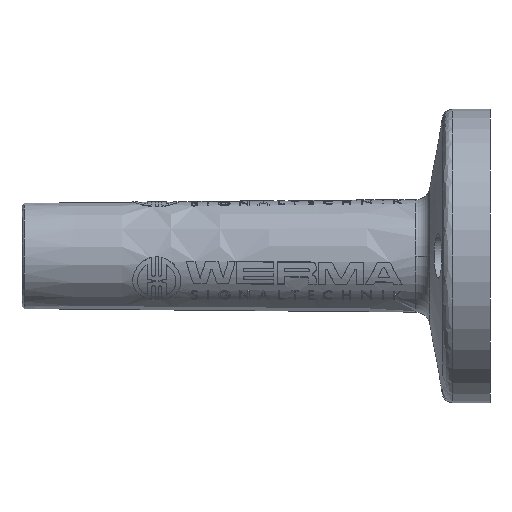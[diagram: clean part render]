
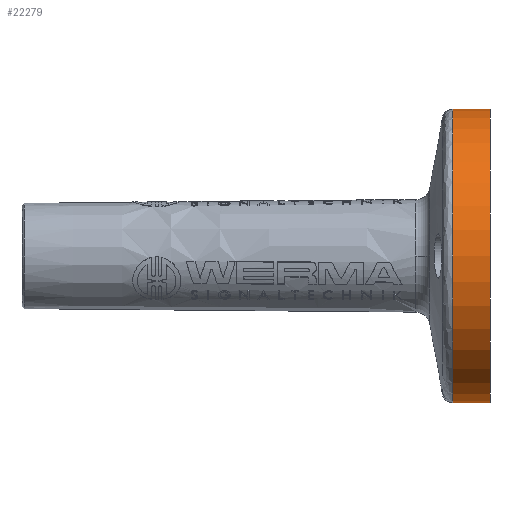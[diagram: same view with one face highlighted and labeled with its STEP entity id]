
A CAD part, front view. The second image highlights one B-rep face of the part: STEP entity #22279.
In plain terms, the highlighted cylindrical face has radius 35 mm (diameter 70 mm), a partial arc.
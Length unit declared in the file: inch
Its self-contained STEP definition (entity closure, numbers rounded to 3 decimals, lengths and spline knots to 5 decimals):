
#105 = DIRECTION ( 'NONE',  ( 1., 0., 0. ) ) ;
#782 = VECTOR ( 'NONE', #105, 39.37008 ) ;
#1396 = VERTEX_POINT ( 'NONE', #17818 ) ;
#1586 = FACE_OUTER_BOUND ( 'NONE', #25761, .T. ) ;
#1768 = CARTESIAN_POINT ( 'NONE',  ( 0.05906, 0., -1.37795 ) ) ;
#4108 = DIRECTION ( 'NONE',  ( -1., 0., 0. ) ) ;
#5394 = DIRECTION ( 'NONE',  ( 1., 0., 0. ) ) ;
#6215 = CARTESIAN_POINT ( 'NONE',  ( -0.29143, 0., 0. ) ) ;
#6839 = ORIENTED_EDGE ( 'NONE', *, *, #24569, .F. ) ;
#7342 = LINE ( 'NONE', #7396, #18558 ) ;
#7396 = CARTESIAN_POINT ( 'NONE',  ( -0.18701, 0., -1.37795 ) ) ;
#7408 = ORIENTED_EDGE ( 'NONE', *, *, #20736, .F. ) ;
#7521 = EDGE_CURVE ( 'NONE', #17704, #21446, #25401, .T. ) ;
#7564 = DIRECTION ( 'NONE',  ( -1., 0., 0. ) ) ;
#8747 = CARTESIAN_POINT ( 'NONE',  ( -0.18701, 0., 1.37795 ) ) ;
#8919 = CARTESIAN_POINT ( 'NONE',  ( 0.05906, 0., 1.37795 ) ) ;
#9476 = CARTESIAN_POINT ( 'NONE',  ( -0.29143, 0., 1.37795 ) ) ;
#11076 = DIRECTION ( 'NONE',  ( 0., 0., -1. ) ) ;
#11271 = AXIS2_PLACEMENT_3D ( 'NONE', #17316, #25987, #11076 ) ;
#12402 = ORIENTED_EDGE ( 'NONE', *, *, #20070, .T. ) ;
#15717 = LINE ( 'NONE', #8747, #782 ) ;
#17316 = CARTESIAN_POINT ( 'NONE',  ( -0.18701, 0., 0. ) ) ;
#17704 = VERTEX_POINT ( 'NONE', #1768 ) ;
#17818 = CARTESIAN_POINT ( 'NONE',  ( -0.29143, 0., -1.37795 ) ) ;
#18558 = VECTOR ( 'NONE', #5394, 39.37008 ) ;
#19761 = VERTEX_POINT ( 'NONE', #9476 ) ;
#20070 = EDGE_CURVE ( 'NONE', #1396, #17704, #7342, .T. ) ;
#20736 = EDGE_CURVE ( 'NONE', #1396, #19761, #25016, .T. ) ;
#21446 = VERTEX_POINT ( 'NONE', #8919 ) ;
#21503 = DIRECTION ( 'NONE',  ( 0., 0., -1. ) ) ;
#22279 = ADVANCED_FACE ( 'NONE', ( #1586 ), #24023, .T. ) ;
#23422 = AXIS2_PLACEMENT_3D ( 'NONE', #6215, #4108, #21503 ) ;
#24023 = CYLINDRICAL_SURFACE ( 'NONE', #11271, 1.37795 ) ;
#24212 = DIRECTION ( 'NONE',  ( 0., 0., -1. ) ) ;
#24569 = EDGE_CURVE ( 'NONE', #19761, #21446, #15717, .T. ) ;
#25016 = CIRCLE ( 'NONE', #23422, 1.37795 ) ;
#25401 = CIRCLE ( 'NONE', #27305, 1.37795 ) ;
#25761 = EDGE_LOOP ( 'NONE', ( #6839, #7408, #12402, #27917 ) ) ;
#25987 = DIRECTION ( 'NONE',  ( 1., 0., 0. ) ) ;
#26499 = CARTESIAN_POINT ( 'NONE',  ( 0.05906, 0., 0. ) ) ;
#27305 = AXIS2_PLACEMENT_3D ( 'NONE', #26499, #7564, #24212 ) ;
#27917 = ORIENTED_EDGE ( 'NONE', *, *, #7521, .T. ) ;
